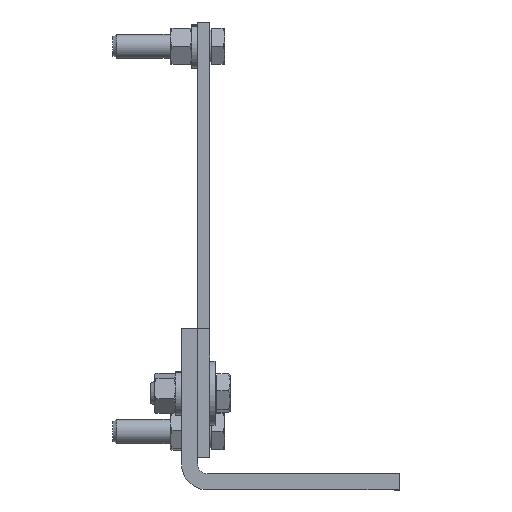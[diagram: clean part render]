
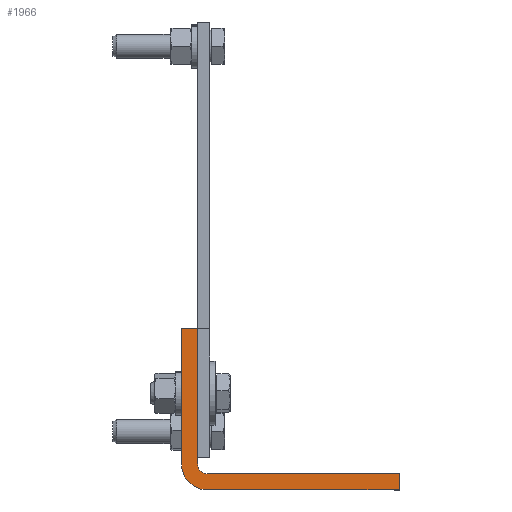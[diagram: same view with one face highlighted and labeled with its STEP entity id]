
A CAD part, left-side view. The second image highlights one B-rep face of the part: STEP entity #1966.
In plain terms, the highlighted face is planar.
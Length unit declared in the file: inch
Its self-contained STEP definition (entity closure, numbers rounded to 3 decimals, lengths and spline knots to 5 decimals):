
#260=CIRCLE('',#2264,0.1562);
#262=CIRCLE('',#2268,0.4062);
#387=FACE_OUTER_BOUND('',#517,.T.);
#517=EDGE_LOOP('',(#1534,#1535,#1536,#1537,#1538,#1539,#1540,#1541));
#657=LINE('',#3240,#783);
#662=LINE('',#3250,#788);
#667=LINE('',#3269,#793);
#669=LINE('',#3278,#795);
#672=LINE('',#3284,#798);
#675=LINE('',#3289,#801);
#783=VECTOR('',#2623,0.3937);
#788=VECTOR('',#2632,0.3937);
#793=VECTOR('',#2653,0.3937);
#795=VECTOR('',#2663,0.3937);
#798=VECTOR('',#2668,0.3937);
#801=VECTOR('',#2673,0.3937);
#918=VERTEX_POINT('',#3237);
#919=VERTEX_POINT('',#3239);
#921=VERTEX_POINT('',#3247);
#922=VERTEX_POINT('',#3249);
#927=VERTEX_POINT('',#3263);
#929=VERTEX_POINT('',#3271);
#931=VERTEX_POINT('',#3277);
#933=VERTEX_POINT('',#3283);
#1127=EDGE_CURVE('',#918,#919,#657,.T.);
#1132=EDGE_CURVE('',#921,#922,#662,.T.);
#1139=EDGE_CURVE('',#927,#918,#260,.T.);
#1142=EDGE_CURVE('',#919,#921,#667,.T.);
#1143=EDGE_CURVE('',#922,#929,#262,.T.);
#1146=EDGE_CURVE('',#929,#931,#669,.T.);
#1149=EDGE_CURVE('',#931,#933,#672,.T.);
#1152=EDGE_CURVE('',#933,#927,#675,.T.);
#1534=ORIENTED_EDGE('',*,*,#1139,.F.);
#1535=ORIENTED_EDGE('',*,*,#1152,.F.);
#1536=ORIENTED_EDGE('',*,*,#1149,.F.);
#1537=ORIENTED_EDGE('',*,*,#1146,.F.);
#1538=ORIENTED_EDGE('',*,*,#1143,.F.);
#1539=ORIENTED_EDGE('',*,*,#1132,.F.);
#1540=ORIENTED_EDGE('',*,*,#1142,.F.);
#1541=ORIENTED_EDGE('',*,*,#1127,.F.);
#1893=PLANE('',#2273);
#1966=ADVANCED_FACE('',(#387),#1893,.T.);
#2264=AXIS2_PLACEMENT_3D('',#3264,#2646,#2647);
#2268=AXIS2_PLACEMENT_3D('',#3272,#2656,#2657);
#2273=AXIS2_PLACEMENT_3D('',#3291,#2675,#2676);
#2623=DIRECTION('',(1.,0.,0.));
#2632=DIRECTION('',(-1.,0.,0.));
#2646=DIRECTION('center_axis',(0.,0.,1.));
#2647=DIRECTION('ref_axis',(-1.,0.,0.));
#2653=DIRECTION('',(0.,-1.,0.));
#2656=DIRECTION('center_axis',(0.,0.,-1.));
#2657=DIRECTION('ref_axis',(1.,0.,0.));
#2663=DIRECTION('',(0.,1.,0.));
#2668=DIRECTION('',(1.,0.,0.));
#2673=DIRECTION('',(0.,-1.,0.));
#2675=DIRECTION('center_axis',(0.,0.,1.));
#2676=DIRECTION('ref_axis',(1.,0.,0.));
#3237=CARTESIAN_POINT('',(0.1562,0.,1.5));
#3239=CARTESIAN_POINT('',(3.125,0.,1.5));
#3240=CARTESIAN_POINT('',(0.1562,0.,1.5));
#3247=CARTESIAN_POINT('',(3.125,-0.25,1.5));
#3249=CARTESIAN_POINT('',(0.1562,-0.25,1.5));
#3250=CARTESIAN_POINT('',(3.125,-0.25,1.5));
#3263=CARTESIAN_POINT('',(0.,0.1562,1.5));
#3264=CARTESIAN_POINT('Origin',(0.1562,0.1562,1.5));
#3269=CARTESIAN_POINT('',(3.125,0.,1.5));
#3271=CARTESIAN_POINT('',(-0.25,0.1562,1.5));
#3272=CARTESIAN_POINT('Origin',(0.1562,0.1562,1.5));
#3277=CARTESIAN_POINT('',(-0.25,2.25,1.5));
#3278=CARTESIAN_POINT('',(-0.25,0.1562,1.5));
#3283=CARTESIAN_POINT('',(0.,2.25,1.5));
#3284=CARTESIAN_POINT('',(-0.25,2.25,1.5));
#3289=CARTESIAN_POINT('',(0.,2.25,1.5));
#3291=CARTESIAN_POINT('Origin',(0.862,0.41532,1.5));
